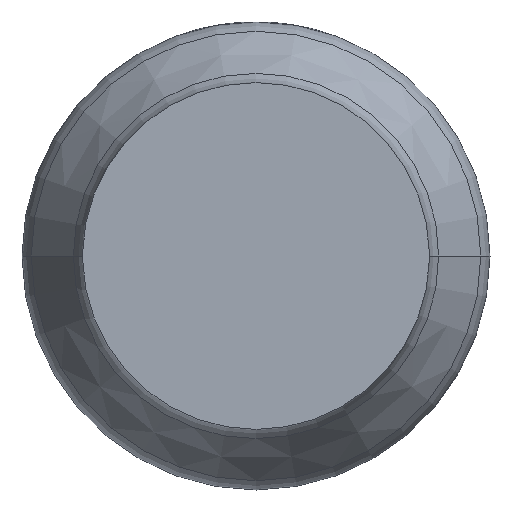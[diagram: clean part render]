
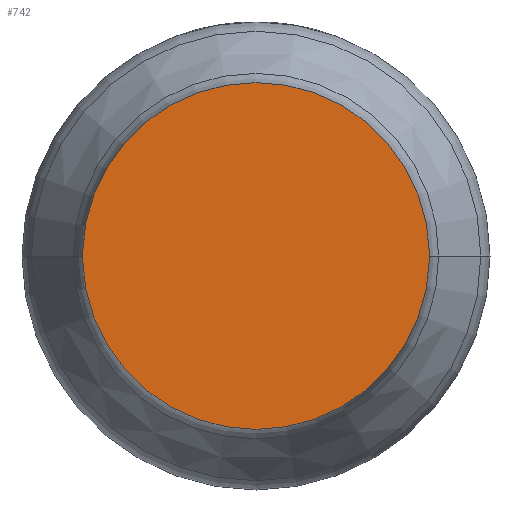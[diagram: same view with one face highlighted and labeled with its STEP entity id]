
A CAD part, front view. The second image highlights one B-rep face of the part: STEP entity #742.
In plain terms, the highlighted planar face has unit normal (0, -1, 0).
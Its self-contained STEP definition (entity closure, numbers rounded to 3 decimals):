
#742=ADVANCED_FACE('',(#2053),#2054,.F.);
#2053=FACE_OUTER_BOUND('',#5036,.T.);
#2054=PLANE('',#5037);
#5036=EDGE_LOOP('',(#10025,#10026,#10027,#10028));
#5037=AXIS2_PLACEMENT_3D('',#10029,#10030,#10031);
#10025=ORIENTED_EDGE('',*,*,#12153,.F.);
#10026=ORIENTED_EDGE('',*,*,#12146,.F.);
#10027=ORIENTED_EDGE('',*,*,#12152,.T.);
#10028=ORIENTED_EDGE('',*,*,#12150,.F.);
#10029=CARTESIAN_POINT('',(0.0,-13.75,0.0));
#10030=DIRECTION('',(-0.0,1.0,0.0));
#10031=DIRECTION('',(1.0,0.0,0.0));
#12146=EDGE_CURVE('',#14930,#14932,#14933,.T.);
#12150=EDGE_CURVE('',#14937,#14939,#14940,.T.);
#12152=EDGE_CURVE('',#14930,#14939,#14942,.T.);
#12153=EDGE_CURVE('',#14932,#14937,#14943,.T.);
#14930=VERTEX_POINT('',#20003);
#14932=VERTEX_POINT('',#20010);
#14933=CIRCLE('',#20011,5.001);
#14937=VERTEX_POINT('',#20020);
#14939=VERTEX_POINT('',#20027);
#14940=CIRCLE('',#20028,5.001);
#14942=LINE('',#20035,#20036);
#14943=LINE('',#20037,#20038);
#20003=CARTESIAN_POINT('',(5.0,-13.75,-0.106));
#20010=CARTESIAN_POINT('',(-5.0,-13.75,-0.106));
#20011=AXIS2_PLACEMENT_3D('',#22638,#22639,#22640);
#20020=CARTESIAN_POINT('',(-5.0,-13.75,0.106));
#20027=CARTESIAN_POINT('',(5.0,-13.75,0.106));
#20028=AXIS2_PLACEMENT_3D('',#22644,#22645,#22646);
#20035=CARTESIAN_POINT('',(5.0,-13.75,-0.106));
#20036=VECTOR('',#22647,0.212);
#20037=CARTESIAN_POINT('',(-5.0,-13.75,-0.106));
#20038=VECTOR('',#22648,0.212);
#22638=CARTESIAN_POINT('',(0.0,-13.75,0.0));
#22639=DIRECTION('',(0.0,1.0,0.0));
#22640=DIRECTION('',(1.,0.0,-0.021));
#22644=CARTESIAN_POINT('',(0.0,-13.75,0.0));
#22645=DIRECTION('',(0.0,1.0,0.0));
#22646=DIRECTION('',(-1.,0.0,0.021));
#22647=DIRECTION('',(0.0,0.0,1.0));
#22648=DIRECTION('',(0.0,0.0,1.0));
